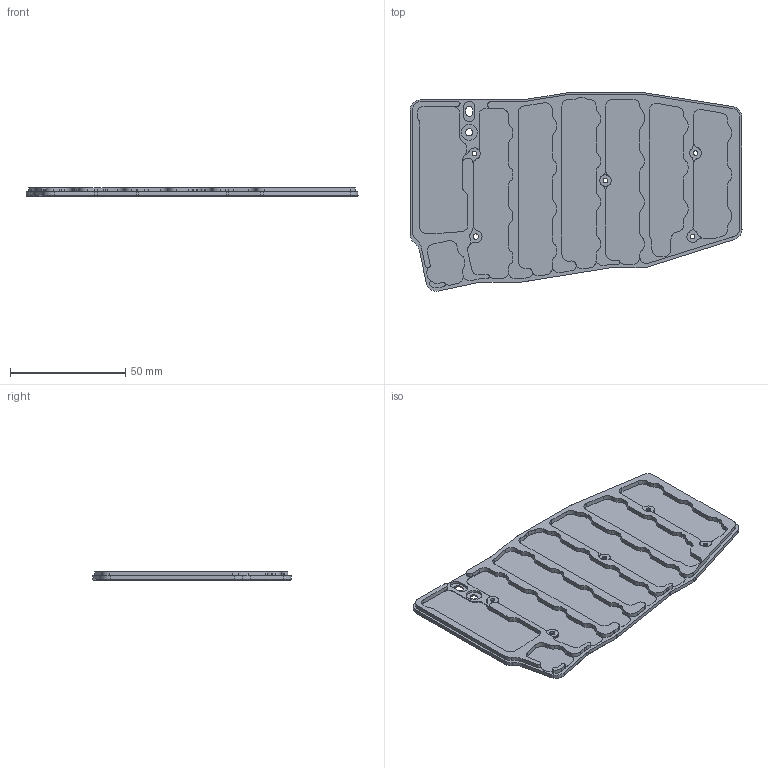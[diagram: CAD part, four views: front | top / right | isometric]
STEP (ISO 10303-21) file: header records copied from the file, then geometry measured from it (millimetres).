
FILE_DESCRIPTION(('HOOPS Exchange Step'),'2;1');
FILE_NAME('temp_export','2023-10-11T16:10:09+11:-30',('mobile'),('Shapr3D Limited'),'HOOPS Exchange 2023.2','Shapr3D','Authorized');
FILE_SCHEMA( ('AUTOMOTIVE_DESIGN { 1 0 10303 214 1 1 1 1 }') );
Length unit declared in the file: millimetre
Products named in the file (1): root
Bounding box: 144.03 x 86.11 x 3.6 mm (x, y, z)
Volume: 21956.1 mm3; surface area: 25242.4 mm2
Topology: 1 solids, 1 shells, 465 faces, 1324 edges, 875 vertices
Faces by surface type: cylinder 258, plane 184, cone 22, bspline 1
Full cylindrical faces by diameter (mm): 2 x4, 2.3 x1, 3.1 x1, 4 x4, 4.3 x1, 6.9 x1, 8.1 x4
Entity records: 15479 total; most frequent: DIRECTION 2822, CARTESIAN_POINT 2724, ORIENTED_EDGE 2658, EDGE_CURVE 1329, AXIS2_PLACEMENT_3D 1029, VERTEX_POINT 880, VECTOR 764, LINE 764
